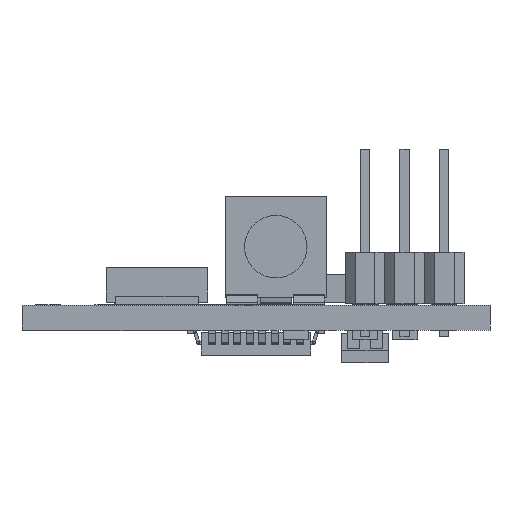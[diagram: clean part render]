
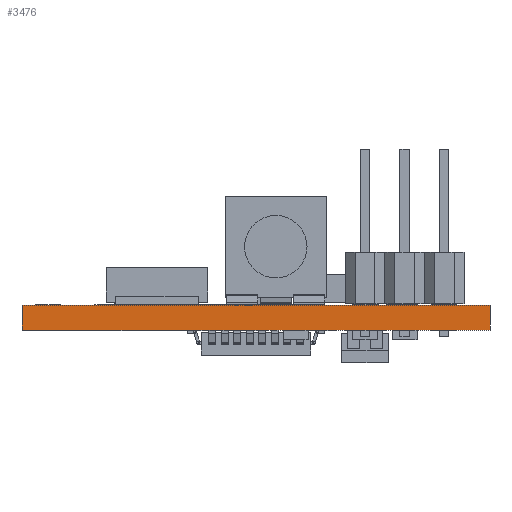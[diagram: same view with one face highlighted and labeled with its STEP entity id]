
A CAD part, left-side view. The second image highlights one B-rep face of the part: STEP entity #3476.
In plain terms, the highlighted planar face has unit normal (-1, 0, 0).
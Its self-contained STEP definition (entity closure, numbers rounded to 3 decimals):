
#3383=CARTESIAN_POINT('',(-15.,15.,-0.8));
#3384=VERTEX_POINT('',#3383);
#3385=CARTESIAN_POINT('',(-15.,15.,0.8));
#3386=VERTEX_POINT('',#3385);
#3387=CARTESIAN_POINT('',(-15.,-15.,-0.8));
#3388=VERTEX_POINT('',#3387);
#3389=CARTESIAN_POINT('',(-15.,-15.,0.8));
#3390=VERTEX_POINT('',#3389);
#3399=DIRECTION('',(0.,-30.,0.));
#3400=VECTOR('',#3399,1.);
#3401=LINE('',#3383,#3400);
#3402=DIRECTION('',(0.,-30.,0.));
#3403=VECTOR('',#3402,1.);
#3404=LINE('',#3385,#3403);
#3423=DIRECTION('',(0.,0.,1.6));
#3424=VECTOR('',#3423,1.);
#3425=LINE('',#3383,#3424);
#3426=DIRECTION('',(0.,0.,1.6));
#3427=VECTOR('',#3426,1.);
#3428=LINE('',#3387,#3427);
#3435=EDGE_CURVE('',#3384,#3388,#3401,.T.);
#3436=ORIENTED_EDGE('',*,*,#3435,.T.);
#3438=EDGE_CURVE('',#3386,#3390,#3404,.T.);
#3440=ORIENTED_EDGE('',*,*,#3438,.F.);
#3441=EDGE_CURVE('',#3384,#3386,#3425,.T.);
#3443=ORIENTED_EDGE('',*,*,#3441,.F.);
#3450=EDGE_CURVE('',#3388,#3390,#3428,.T.);
#3451=ORIENTED_EDGE('',*,*,#3450,.T.);
#3471=EDGE_LOOP('',(#3443,#3436,#3451,#3440));
#3472=FACE_OUTER_BOUND('',#3471,.T.);
#3473=DIRECTION('',(-900000000.,0.,0.));
#3474=AXIS2_PLACEMENT_3D('',#3383,#3473,$);
#3475=PLANE('',#3474);
#3476=ADVANCED_FACE('',(#3472),#3475,.T.);
